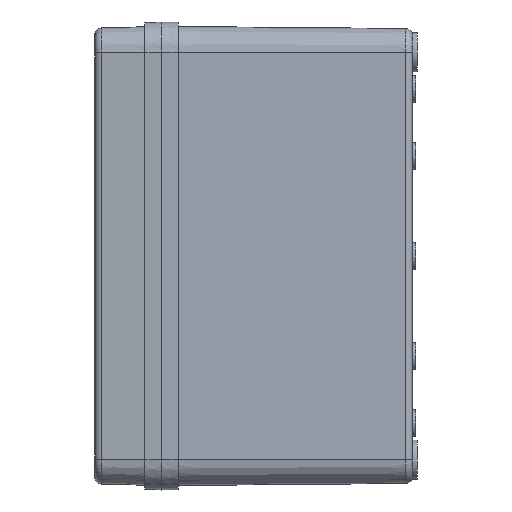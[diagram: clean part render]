
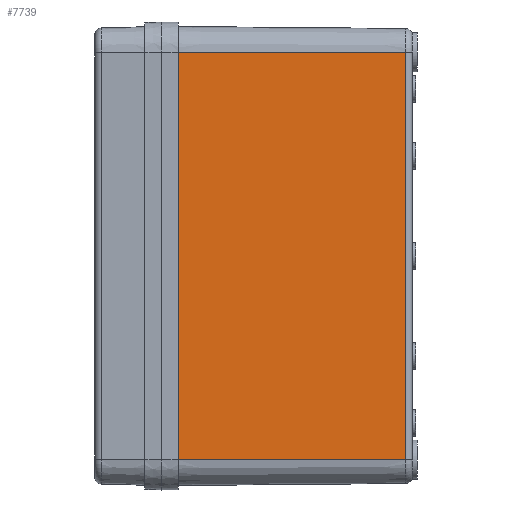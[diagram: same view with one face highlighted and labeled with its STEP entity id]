
A CAD part, left-side view. The second image highlights one B-rep face of the part: STEP entity #7739.
In plain terms, the highlighted planar face has unit normal (-1, -0.009, 0).
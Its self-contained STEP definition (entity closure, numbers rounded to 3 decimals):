
#229 = VERTEX_POINT ( 'NONE', #3913 ) ;
#274 = EDGE_CURVE ( 'NONE', #229, #11174, #944, .T. ) ;
#944 = LINE ( 'NONE', #13243, #5293 ) ;
#1119 = CARTESIAN_POINT ( 'NONE',  ( -83.063, -73.017, -61. ) ) ;
#1477 = DIRECTION ( 'NONE',  ( 0., 0., 1. ) ) ;
#1993 = VERTEX_POINT ( 'NONE', #6052 ) ;
#2931 = DIRECTION ( 'NONE',  ( -0.009, 1., 0. ) ) ;
#2963 = EDGE_CURVE ( 'NONE', #1993, #11174, #10834, .T. ) ;
#3124 = EDGE_LOOP ( 'NONE', ( #8943, #9545, #4455, #4413 ) ) ;
#3145 = PLANE ( 'NONE',  #5329 ) ;
#3709 = VECTOR ( 'NONE', #8073, 1000. ) ;
#3913 = CARTESIAN_POINT ( 'NONE',  ( -83.656, -5., -61. ) ) ;
#4047 = LINE ( 'NONE', #5934, #3709 ) ;
#4157 = CARTESIAN_POINT ( 'NONE',  ( -83.7, 0., 61. ) ) ;
#4191 = DIRECTION ( 'NONE',  ( -1., -0.009, 0. ) ) ;
#4413 = ORIENTED_EDGE ( 'NONE', *, *, #274, .F. ) ;
#4426 = CARTESIAN_POINT ( 'NONE',  ( -83.063, -73.017, 61. ) ) ;
#4455 = ORIENTED_EDGE ( 'NONE', *, *, #2963, .T. ) ;
#4726 = DIRECTION ( 'NONE',  ( 0., 0., 1. ) ) ;
#4807 = FACE_OUTER_BOUND ( 'NONE', #3124, .T. ) ;
#5293 = VECTOR ( 'NONE', #4726, 1000. ) ;
#5329 = AXIS2_PLACEMENT_3D ( 'NONE', #11546, #4191, #11184 ) ;
#5401 = VECTOR ( 'NONE', #1477, 1000. ) ;
#5934 = CARTESIAN_POINT ( 'NONE',  ( -83.7, 0., -61. ) ) ;
#6052 = CARTESIAN_POINT ( 'NONE',  ( -83.063, -73.017, 61. ) ) ;
#6139 = VECTOR ( 'NONE', #2931, 1000. ) ;
#6954 = EDGE_CURVE ( 'NONE', #13271, #229, #4047, .T. ) ;
#7739 = ADVANCED_FACE ( 'NONE', ( #4807 ), #3145, .T. ) ;
#8073 = DIRECTION ( 'NONE',  ( -0.009, 1., 0. ) ) ;
#8943 = ORIENTED_EDGE ( 'NONE', *, *, #6954, .F. ) ;
#9151 = CARTESIAN_POINT ( 'NONE',  ( -83.656, -5., 61. ) ) ;
#9545 = ORIENTED_EDGE ( 'NONE', *, *, #9965, .T. ) ;
#9965 = EDGE_CURVE ( 'NONE', #13271, #1993, #10111, .T. ) ;
#10111 = LINE ( 'NONE', #4426, #5401 ) ;
#10834 = LINE ( 'NONE', #4157, #6139 ) ;
#11174 = VERTEX_POINT ( 'NONE', #9151 ) ;
#11184 = DIRECTION ( 'NONE',  ( 0.009, -1., 0. ) ) ;
#11546 = CARTESIAN_POINT ( 'NONE',  ( -83.7, 0., -61. ) ) ;
#13243 = CARTESIAN_POINT ( 'NONE',  ( -83.656, -5., -61. ) ) ;
#13271 = VERTEX_POINT ( 'NONE', #1119 ) ;
